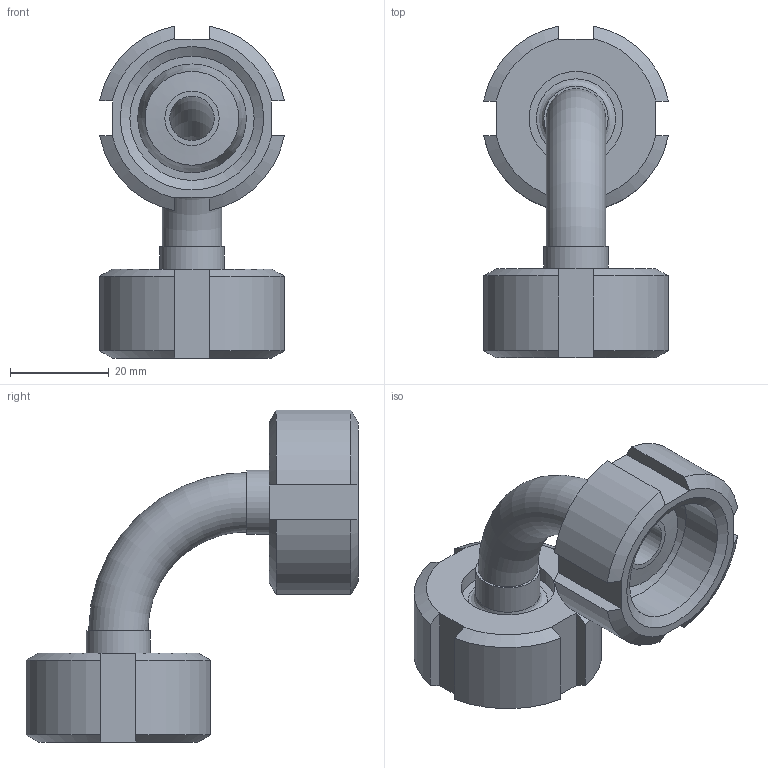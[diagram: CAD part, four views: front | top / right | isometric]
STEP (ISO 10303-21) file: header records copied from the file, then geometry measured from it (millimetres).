
FILE_DESCRIPTION((''),'2;1');
FILE_NAME('36600010X.stp','2010-08-13T12:11:25',('thilbrands'),(''),'Autodesk Inventor 2008','Autodesk Inventor 2008','');
FILE_SCHEMA(('AUTOMOTIVE_DESIGN { 1 0 10303 214 1 1 1 1 }'));
Length unit declared in the file: millimetre
Products named in the file (4): 366000101; 322000101-DN10; 114040101-DN10; 110000106-DN10
Assembly tree (5 placements, depth 2):
  366000101
    322000101-DN10
    114040101-DN10  x2
    110000106-DN10  x2
Bounding box: 37.35 x 67.17 x 67.17 mm (x, y, z)
Volume: 25491.7 mm3; surface area: 16754.9 mm2
Topology: 5 solids, 5 shells, 84 faces, 200 edges, 130 vertices
Faces by surface type: plane 38, cone 24, cylinder 18, torus 2, bspline 2
Full cylindrical faces by diameter (mm): 9 x2, 13 x2, 19 x2, 25.14 x2, 28.4 x2
Entity records: 1366 total; most frequent: CARTESIAN_POINT 287, DIRECTION 214, ORIENTED_EDGE 182, EDGE_CURVE 91, AXIS2_PLACEMENT_3D 87, VERTEX_POINT 67, EDGE_LOOP 64, FACE_OUTER_BOUND 44
